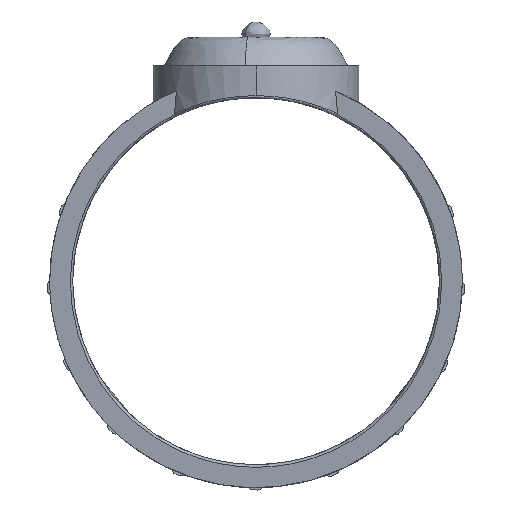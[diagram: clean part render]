
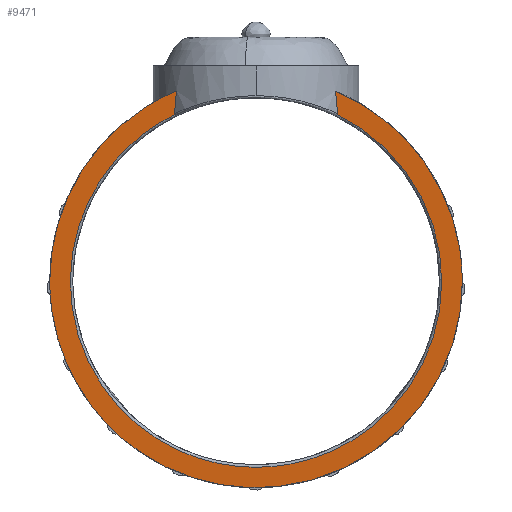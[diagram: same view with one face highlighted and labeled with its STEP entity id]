
A CAD part, front view. The second image highlights one B-rep face of the part: STEP entity #9471.
In plain terms, the highlighted free-form (B-spline) face has degree [1, 1] with [2, 2] control points.
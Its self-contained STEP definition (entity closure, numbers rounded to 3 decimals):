
#6585 = VERTEX_POINT('',#6586);
#6586 = CARTESIAN_POINT('',(76.505,52.921,
    128.498));
#6946 = VERTEX_POINT('',#6947);
#6947 = CARTESIAN_POINT('',(34.276,52.921,
    128.498));
#6966 = EDGE_CURVE('',#6585,#6946,#6967,.T.);
#6967 = ( BOUNDED_CURVE() B_SPLINE_CURVE(3,(#6968,#6969,#6970,#6971,
#6972,#6973,#6974),.UNSPECIFIED.,.F.,.F.) B_SPLINE_CURVE_WITH_KNOTS((4,3
    ,4),(0.453,3.142,5.83),.UNSPECIFIED.) 
CURVE() GEOMETRIC_REPRESENTATION_ITEM() RATIONAL_B_SPLINE_CURVE((1.,
    0.483,0.483,1.,0.483,0.483,1.)) 
REPRESENTATION_ITEM('') );
#6968 = CARTESIAN_POINT('',(76.505,52.921,
    128.498));
#6969 = CARTESIAN_POINT('',(134.791,55.917,
    100.108));
#6970 = CARTESIAN_POINT('',(120.223,62.584,
    36.933));
#6971 = CARTESIAN_POINT('',(55.39,62.584,
    36.933));
#6972 = CARTESIAN_POINT('',(-9.442,62.584,
    36.933));
#6973 = CARTESIAN_POINT('',(-24.01,55.917,
    100.108));
#6974 = CARTESIAN_POINT('',(34.276,52.921,
    128.498));
#7256 = EDGE_CURVE('',#7257,#6585,#7259,.T.);
#7257 = VERTEX_POINT('',#7258);
#7258 = CARTESIAN_POINT('',(76.557,52.893,
    128.762));
#7259 = B_SPLINE_CURVE_WITH_KNOTS('',3,(#7260,#7261,#7262,#7263),
  .UNSPECIFIED.,.F.,.F.,(4,4),(0.,1.),.PIECEWISE_BEZIER_KNOTS.);
#7260 = CARTESIAN_POINT('',(76.557,52.893,
    128.762));
#7261 = CARTESIAN_POINT('',(76.565,52.903,
    128.665));
#7262 = CARTESIAN_POINT('',(76.547,52.912,
    128.577));
#7263 = CARTESIAN_POINT('',(76.505,52.921,
    128.498));
#7330 = VERTEX_POINT('',#7331);
#7331 = CARTESIAN_POINT('',(34.224,52.893,
    128.762));
#7390 = EDGE_CURVE('',#6946,#7330,#7391,.T.);
#7391 = B_SPLINE_CURVE_WITH_KNOTS('',3,(#7392,#7393,#7394,#7395),
  .UNSPECIFIED.,.F.,.F.,(4,4),(0.,1.),.PIECEWISE_BEZIER_KNOTS.);
#7392 = CARTESIAN_POINT('',(34.276,52.921,
    128.498));
#7393 = CARTESIAN_POINT('',(34.234,52.912,
    128.577));
#7394 = CARTESIAN_POINT('',(34.216,52.903,
    128.665));
#7395 = CARTESIAN_POINT('',(34.224,52.893,
    128.762));
#8967 = VERTEX_POINT('',#8968);
#8968 = CARTESIAN_POINT('',(34.72,52.273,
    134.639));
#9035 = EDGE_CURVE('',#7330,#8967,#9036,.T.);
#9036 = ( BOUNDED_CURVE() B_SPLINE_CURVE(3,(#9037,#9038,#9039,#9040),
.UNSPECIFIED.,.F.,.F.) B_SPLINE_CURVE_WITH_KNOTS((4,4),(2.231,
2.26),.PIECEWISE_BEZIER_KNOTS.) CURVE() 
GEOMETRIC_REPRESENTATION_ITEM() RATIONAL_B_SPLINE_CURVE((1.,
1.,1.,1.)) REPRESENTATION_ITEM('') );
#9037 = CARTESIAN_POINT('',(34.224,52.893,
    128.762));
#9038 = CARTESIAN_POINT('',(34.386,52.684,
    130.744));
#9039 = CARTESIAN_POINT('',(34.552,52.477,
    132.703));
#9040 = CARTESIAN_POINT('',(34.72,52.273,
    134.639));
#9471 = ADVANCED_FACE('',(#9472),#9512,.F.);
#9472 = FACE_BOUND('',#9473,.T.);
#9473 = EDGE_LOOP('',(#9474,#9483,#9484,#9485,#9486,#9487,#9496,#9505));
#9474 = ORIENTED_EDGE('',*,*,#9475,.T.);
#9475 = EDGE_CURVE('',#9476,#7257,#9478,.T.);
#9476 = VERTEX_POINT('',#9477);
#9477 = CARTESIAN_POINT('',(76.061,52.273,
    134.639));
#9478 = ( BOUNDED_CURVE() B_SPLINE_CURVE(3,(#9479,#9480,#9481,#9482),
.UNSPECIFIED.,.F.,.F.) B_SPLINE_CURVE_WITH_KNOTS((4,4),(4.023,
4.053),.PIECEWISE_BEZIER_KNOTS.) CURVE() 
GEOMETRIC_REPRESENTATION_ITEM() RATIONAL_B_SPLINE_CURVE((1.,
1.,1.,1.)) REPRESENTATION_ITEM('') );
#9479 = CARTESIAN_POINT('',(76.061,52.273,
    134.639));
#9480 = CARTESIAN_POINT('',(76.229,52.477,
    132.703));
#9481 = CARTESIAN_POINT('',(76.394,52.684,
    130.744));
#9482 = CARTESIAN_POINT('',(76.557,52.893,
    128.762));
#9483 = ORIENTED_EDGE('',*,*,#7256,.T.);
#9484 = ORIENTED_EDGE('',*,*,#6966,.T.);
#9485 = ORIENTED_EDGE('',*,*,#7390,.T.);
#9486 = ORIENTED_EDGE('',*,*,#9035,.T.);
#9487 = ORIENTED_EDGE('',*,*,#9488,.F.);
#9488 = EDGE_CURVE('',#9489,#8967,#9491,.T.);
#9489 = VERTEX_POINT('',#9490);
#9490 = CARTESIAN_POINT('',(1.816,57.489,
    85.212));
#9491 = ( BOUNDED_CURVE() B_SPLINE_CURVE(3,(#9492,#9493,#9494,#9495),
.UNSPECIFIED.,.F.,.F.) B_SPLINE_CURVE_WITH_KNOTS((4,4),(4.712,
5.887),.PIECEWISE_BEZIER_KNOTS.) CURVE() 
GEOMETRIC_REPRESENTATION_ITEM() RATIONAL_B_SPLINE_CURVE((1.,
0.888,0.888,1.)) REPRESENTATION_ITEM('') );
#9492 = CARTESIAN_POINT('',(1.816,57.489,
    85.212));
#9493 = CARTESIAN_POINT('',(1.816,55.137,
    107.494));
#9494 = CARTESIAN_POINT('',(14.164,53.18,
    126.042));
#9495 = CARTESIAN_POINT('',(34.72,52.273,
    134.639));
#9496 = ORIENTED_EDGE('',*,*,#9497,.F.);
#9497 = EDGE_CURVE('',#9498,#9489,#9500,.T.);
#9498 = VERTEX_POINT('',#9499);
#9499 = CARTESIAN_POINT('',(108.965,57.489,
    85.212));
#9500 = ( BOUNDED_CURVE() B_SPLINE_CURVE(3,(#9501,#9502,#9503,#9504),
.UNSPECIFIED.,.F.,.F.) B_SPLINE_CURVE_WITH_KNOTS((4,4),(1.571,
4.712),.PIECEWISE_BEZIER_KNOTS.) CURVE() 
GEOMETRIC_REPRESENTATION_ITEM() RATIONAL_B_SPLINE_CURVE((1.,
0.333,0.333,1.)) REPRESENTATION_ITEM('') );
#9501 = CARTESIAN_POINT('',(108.965,57.489,
    85.212));
#9502 = CARTESIAN_POINT('',(108.965,68.797,
    -21.937));
#9503 = CARTESIAN_POINT('',(1.816,68.797,
    -21.937));
#9504 = CARTESIAN_POINT('',(1.816,57.489,
    85.212));
#9505 = ORIENTED_EDGE('',*,*,#9506,.F.);
#9506 = EDGE_CURVE('',#9476,#9498,#9507,.T.);
#9507 = ( BOUNDED_CURVE() B_SPLINE_CURVE(3,(#9508,#9509,#9510,#9511),
.UNSPECIFIED.,.F.,.F.) B_SPLINE_CURVE_WITH_KNOTS((4,4),(0.396,
1.571),.PIECEWISE_BEZIER_KNOTS.) CURVE() 
GEOMETRIC_REPRESENTATION_ITEM() RATIONAL_B_SPLINE_CURVE((1.,
0.888,0.888,1.)) REPRESENTATION_ITEM('') );
#9508 = CARTESIAN_POINT('',(76.061,52.273,
    134.639));
#9509 = CARTESIAN_POINT('',(96.617,53.18,
    126.042));
#9510 = CARTESIAN_POINT('',(108.965,55.137,
    107.494));
#9511 = CARTESIAN_POINT('',(108.965,57.489,
    85.212));
#9512 = B_SPLINE_SURFACE_WITH_KNOTS('',1,1,(
    (#9513,#9514)
    ,(#9515,#9516
    )),.UNSPECIFIED.,.F.,.F.,.F.,(2,2),(2,2),(-12.692,
    120.692),(-86.996,45.25),
  .PIECEWISE_BEZIER_KNOTS.);
#9513 = CARTESIAN_POINT('',(-24.01,52.273,
    134.639));
#9514 = CARTESIAN_POINT('',(-24.01,68.797,
    -21.937));
#9515 = CARTESIAN_POINT('',(134.791,52.273,
    134.639));
#9516 = CARTESIAN_POINT('',(134.791,68.797,
    -21.937));
